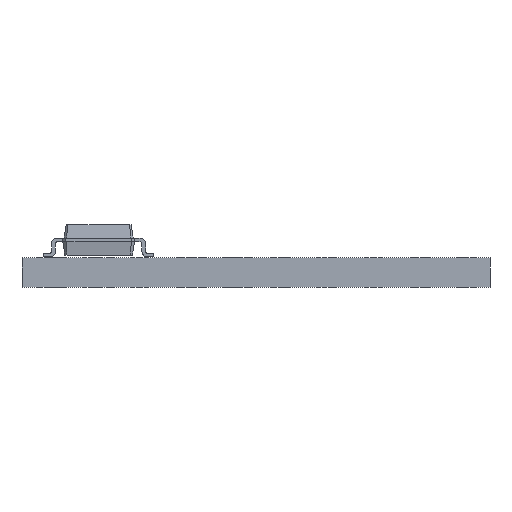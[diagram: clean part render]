
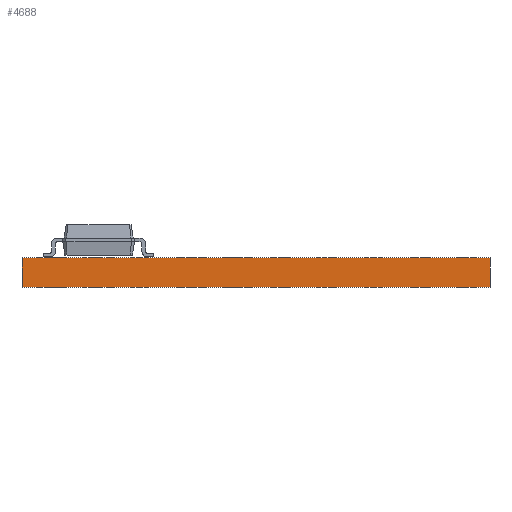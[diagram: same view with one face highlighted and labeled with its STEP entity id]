
A CAD part, front view. The second image highlights one B-rep face of the part: STEP entity #4688.
In plain terms, the highlighted planar face has unit normal (0, -1, 0).
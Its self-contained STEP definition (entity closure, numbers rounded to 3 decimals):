
#4688 = ADVANCED_FACE('',(#4689),#4723,.T.);
#4689 = FACE_BOUND('',#4690,.T.);
#4690 = EDGE_LOOP('',(#4691,#4701,#4709,#4717));
#4691 = ORIENTED_EDGE('',*,*,#4692,.T.);
#4692 = EDGE_CURVE('',#4693,#4695,#4697,.T.);
#4693 = VERTEX_POINT('',#4694);
#4694 = CARTESIAN_POINT('',(74.9,-70.3,0.));
#4695 = VERTEX_POINT('',#4696);
#4696 = CARTESIAN_POINT('',(74.9,-70.3,1.6));
#4697 = LINE('',#4698,#4699);
#4698 = CARTESIAN_POINT('',(74.9,-70.3,0.));
#4699 = VECTOR('',#4700,1.);
#4700 = DIRECTION('',(0.,0.,1.));
#4701 = ORIENTED_EDGE('',*,*,#4702,.T.);
#4702 = EDGE_CURVE('',#4695,#4703,#4705,.T.);
#4703 = VERTEX_POINT('',#4704);
#4704 = CARTESIAN_POINT('',(49.5,-70.3,1.6));
#4705 = LINE('',#4706,#4707);
#4706 = CARTESIAN_POINT('',(74.9,-70.3,1.6));
#4707 = VECTOR('',#4708,1.);
#4708 = DIRECTION('',(-1.,0.,0.));
#4709 = ORIENTED_EDGE('',*,*,#4710,.F.);
#4710 = EDGE_CURVE('',#4711,#4703,#4713,.T.);
#4711 = VERTEX_POINT('',#4712);
#4712 = CARTESIAN_POINT('',(49.5,-70.3,0.));
#4713 = LINE('',#4714,#4715);
#4714 = CARTESIAN_POINT('',(49.5,-70.3,0.));
#4715 = VECTOR('',#4716,1.);
#4716 = DIRECTION('',(0.,0.,1.));
#4717 = ORIENTED_EDGE('',*,*,#4718,.F.);
#4718 = EDGE_CURVE('',#4693,#4711,#4719,.T.);
#4719 = LINE('',#4720,#4721);
#4720 = CARTESIAN_POINT('',(74.9,-70.3,0.));
#4721 = VECTOR('',#4722,1.);
#4722 = DIRECTION('',(-1.,0.,0.));
#4723 = PLANE('',#4724);
#4724 = AXIS2_PLACEMENT_3D('',#4725,#4726,#4727);
#4725 = CARTESIAN_POINT('',(74.9,-70.3,0.));
#4726 = DIRECTION('',(0.,-1.,0.));
#4727 = DIRECTION('',(-1.,0.,0.));
